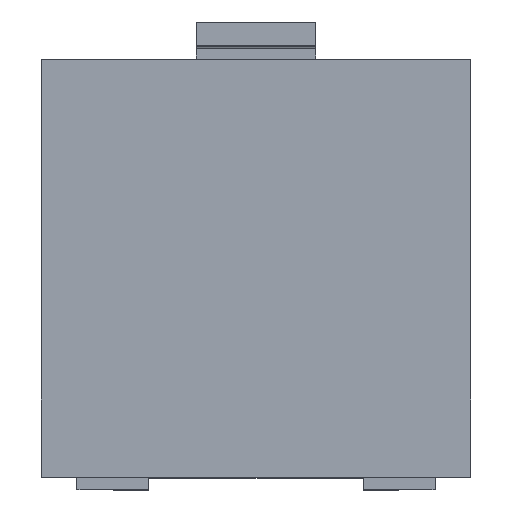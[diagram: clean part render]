
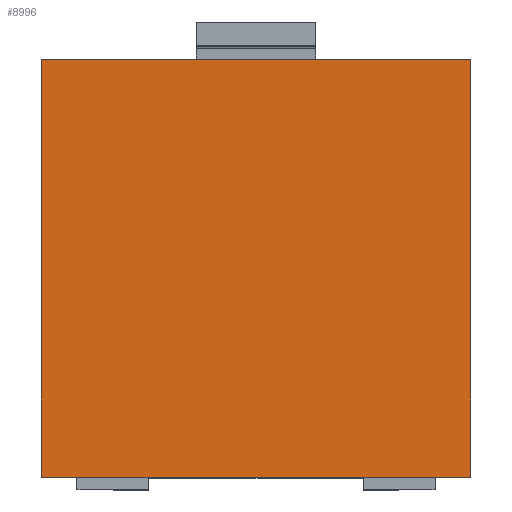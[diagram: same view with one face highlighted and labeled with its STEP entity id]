
A CAD part, top view. The second image highlights one B-rep face of the part: STEP entity #8996.
In plain terms, the highlighted planar face has unit normal (0, 0, 1).
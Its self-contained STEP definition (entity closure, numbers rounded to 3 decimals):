
#352 = VECTOR ( 'NONE', #1240, 1000. ) ;
#1216 = EDGE_CURVE ( 'NONE', #4753, #1470, #7265, .T. ) ;
#1240 = DIRECTION ( 'NONE',  ( 0., 1., 0. ) ) ;
#1449 = VERTEX_POINT ( 'NONE', #13903 ) ;
#1470 = VERTEX_POINT ( 'NONE', #3183 ) ;
#1561 = EDGE_CURVE ( 'NONE', #16320, #1449, #9262, .T. ) ;
#3037 = CARTESIAN_POINT ( 'NONE',  ( -1.8, -1.75, 4.7 ) ) ;
#3183 = CARTESIAN_POINT ( 'NONE',  ( 1.8, -1.75, 4.7 ) ) ;
#3366 = EDGE_CURVE ( 'NONE', #1449, #4753, #14155, .T. ) ;
#3830 = CARTESIAN_POINT ( 'NONE',  ( -1.8, -1.75, 4.7 ) ) ;
#4488 = CARTESIAN_POINT ( 'NONE',  ( 1.8, -1.75, 4.7 ) ) ;
#4575 = DIRECTION ( 'NONE',  ( 0., -1., 0. ) ) ;
#4753 = VERTEX_POINT ( 'NONE', #3830 ) ;
#5430 = VECTOR ( 'NONE', #14314, 1000. ) ;
#7186 = EDGE_LOOP ( 'NONE', ( #14349, #17288, #12563, #9385 ) ) ;
#7265 = LINE ( 'NONE', #8588, #7426 ) ;
#7426 = VECTOR ( 'NONE', #13326, 1000. ) ;
#7715 = EDGE_CURVE ( 'NONE', #1470, #16320, #18527, .T. ) ;
#7837 = AXIS2_PLACEMENT_3D ( 'NONE', #11423, #12841, #17613 ) ;
#8332 = PLANE ( 'NONE',  #7837 ) ;
#8588 = CARTESIAN_POINT ( 'NONE',  ( 1.8, -1.75, 4.7 ) ) ;
#8996 = ADVANCED_FACE ( 'NONE', ( #14420 ), #8332, .T. ) ;
#9262 = LINE ( 'NONE', #15568, #5430 ) ;
#9385 = ORIENTED_EDGE ( 'NONE', *, *, #1561, .T. ) ;
#11409 = VECTOR ( 'NONE', #4575, 1000. ) ;
#11423 = CARTESIAN_POINT ( 'NONE',  ( 0., 0., 4.7 ) ) ;
#12563 = ORIENTED_EDGE ( 'NONE', *, *, #7715, .T. ) ;
#12841 = DIRECTION ( 'NONE',  ( 0., 0., 1. ) ) ;
#13326 = DIRECTION ( 'NONE',  ( 1., 0., 0. ) ) ;
#13903 = CARTESIAN_POINT ( 'NONE',  ( -1.8, 1.75, 4.7 ) ) ;
#14155 = LINE ( 'NONE', #3037, #11409 ) ;
#14314 = DIRECTION ( 'NONE',  ( -1., 0., 0. ) ) ;
#14349 = ORIENTED_EDGE ( 'NONE', *, *, #3366, .T. ) ;
#14420 = FACE_OUTER_BOUND ( 'NONE', #7186, .T. ) ;
#15568 = CARTESIAN_POINT ( 'NONE',  ( 1.8, 1.75, 4.7 ) ) ;
#16320 = VERTEX_POINT ( 'NONE', #16478 ) ;
#16478 = CARTESIAN_POINT ( 'NONE',  ( 1.8, 1.75, 4.7 ) ) ;
#17288 = ORIENTED_EDGE ( 'NONE', *, *, #1216, .T. ) ;
#17613 = DIRECTION ( 'NONE',  ( 1., 0., 0. ) ) ;
#18527 = LINE ( 'NONE', #4488, #352 ) ;
